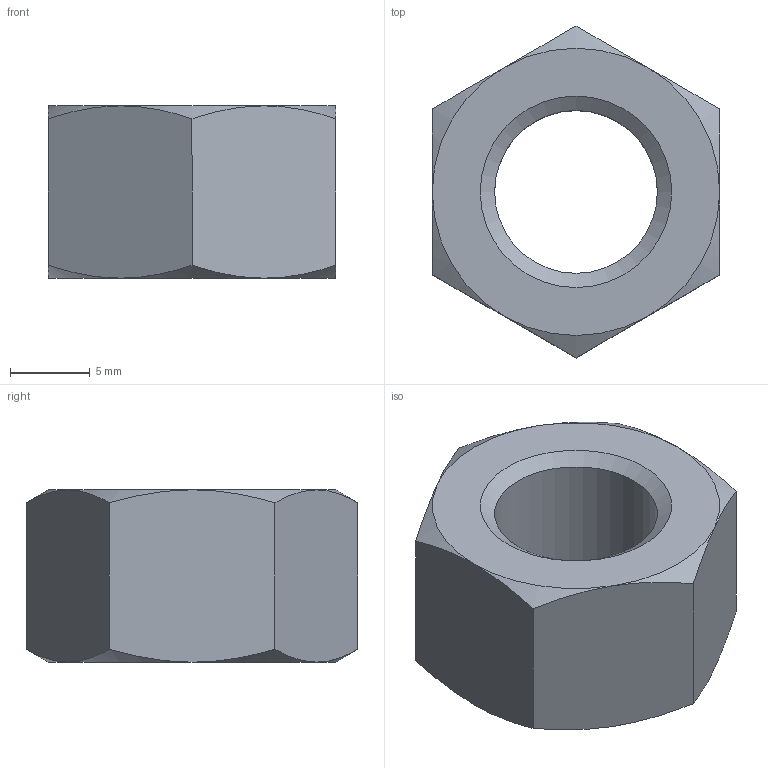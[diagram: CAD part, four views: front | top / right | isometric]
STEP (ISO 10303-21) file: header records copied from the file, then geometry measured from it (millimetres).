
FILE_DESCRIPTION (( 'STEP AP214' ), '1' );
FILE_NAME ('3400379.stp', '2024-05-06T08:49:03', ( '' ), ( '' ), 'SwSTEP 2.0', 'SolidWorks 2022', '' );
FILE_SCHEMA (( 'AUTOMOTIVE_DESIGN' ));
Length unit declared in the file: millimetre
Products named in the file (1): 3400379
Bounding box: 18 x 20.78 x 10.8 mm (x, y, z)
Volume: 2115.2 mm3; surface area: 1364.6 mm2
Topology: 1 solids, 1 shells, 24 faces, 52 edges, 30 vertices
Faces by surface type: cone 14, plane 8, cylinder 2
Full cylindrical faces by diameter (mm): 10.2 x1, 12 x1
Entity records: 738 total; most frequent: CARTESIAN_POINT 237, ORIENTED_EDGE 94, DIRECTION 90, EDGE_CURVE 47, AXIS2_PLACEMENT_3D 42, EDGE_LOOP 30, VERTEX_POINT 29, FACE_OUTER_BOUND 26
